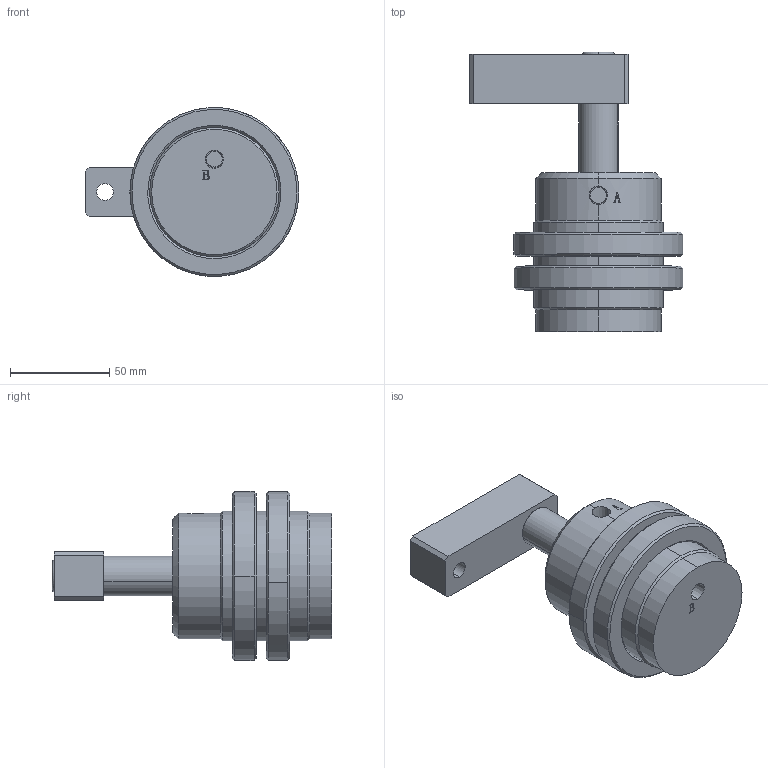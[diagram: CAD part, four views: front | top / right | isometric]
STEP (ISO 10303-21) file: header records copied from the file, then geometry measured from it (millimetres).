
FILE_DESCRIPTION (( 'STEP AP203' ), '1' );
FILE_NAME ('HNTS-50.STEP', '2019-10-16T03:53:27', ( '微软用户' ), ( '微软中国' ), 'SwSTEP 2.0', 'SolidWorks 2012', '' );
FILE_SCHEMA (( 'CONFIG_CONTROL_DESIGN' ));
Length unit declared in the file: millimetre
Products named in the file (6): HNTS-50; hexagon socket head cap screws gb_GB_FASTENER_SCREWS_HSHCS M10X16-N; HNTS-50蹟譫; HNS-50活塞杆; HNS-50揤旋; HNTS-50掛极
Assembly tree (6 placements, depth 2):
  HNTS-50
    HNTS-50掛极
    HNS-50揤旋
    HNS-50活塞杆
    HNTS-50蹟譫  x2
    hexagon socket head cap screws gb_GB_FASTENER_SCREWS_HSHCS M10X16-N
Bounding box: 107.5 x 140.5 x 85 mm (x, y, z)
Volume: 313422.3 mm3; surface area: 76479.3 mm2
Topology: 6 solids, 6 shells, 174 faces, 402 edges, 252 vertices
Faces by surface type: plane 78, cylinder 40, cone 32, bspline 16, torus 8
Entity records: 6145 total; most frequent: CARTESIAN_POINT 1828, DIRECTION 762, ORIENTED_EDGE 748, EDGE_CURVE 374, AXIS2_PLACEMENT_3D 285, VERTEX_POINT 238, LINE 192, VECTOR 192
